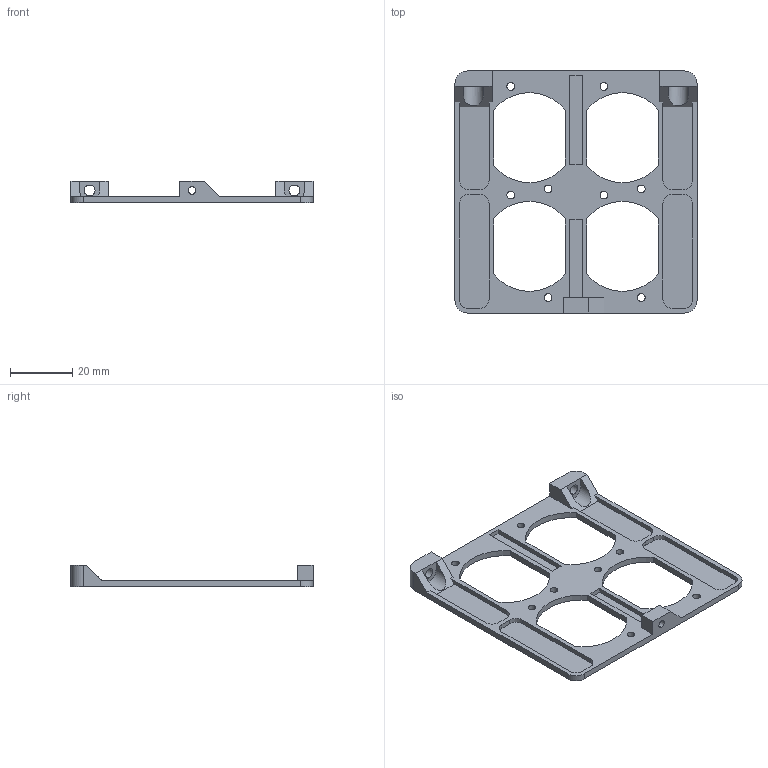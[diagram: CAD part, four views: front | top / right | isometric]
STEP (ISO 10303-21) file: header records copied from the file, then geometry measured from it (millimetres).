
FILE_DESCRIPTION (( 'STEP AP214' ), '1' );
FILE_NAME ('nixieblock2.step', '2020-01-14T03:02:43', ( '' ), ( '' ), 'SwSTEP 2.0', 'SolidWorks 2018', '' );
FILE_SCHEMA (( 'AUTOMOTIVE_DESIGN' ));
Length unit declared in the file: millimetre
Products named in the file (1): nixieblock2
Bounding box: 78 x 78 x 7 mm (x, y, z)
Volume: 6037.4 mm3; surface area: 10081.1 mm2
Topology: 1 solids, 1 shells, 105 faces, 296 edges, 196 vertices
Faces by surface type: plane 57, cylinder 48
Entity records: 3506 total; most frequent: CARTESIAN_POINT 604, DIRECTION 600, ORIENTED_EDGE 592, EDGE_CURVE 296, VECTOR 200, LINE 200, AXIS2_PLACEMENT_3D 200, VERTEX_POINT 196
